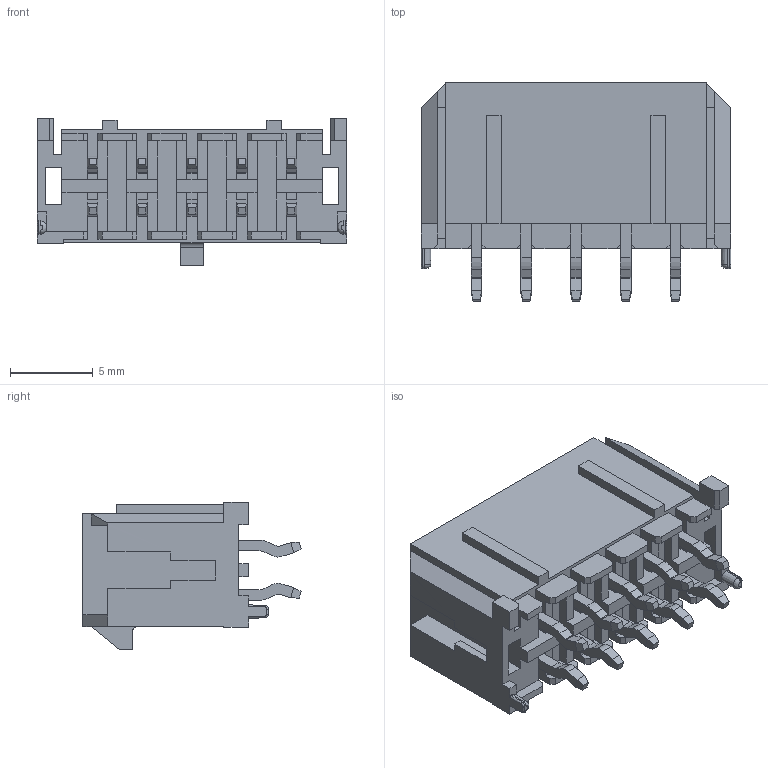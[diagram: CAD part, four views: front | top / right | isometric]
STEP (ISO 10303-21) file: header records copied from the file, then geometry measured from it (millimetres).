
FILE_DESCRIPTION((''),'2;1');
FILE_NAME('FWF30001-D08S22K6K','2025-06-10T',('工程三'),(''),'PRO/ENGINEER BY PARAMETRIC TECHNOLOGY CORPORATION, 2010280','PRO/ENGINEER BY PARAMETRIC TECHNOLOGY CORPORATION, 2010280','');
FILE_SCHEMA(('CONFIG_CONTROL_DESIGN'));
Length unit declared in the file: millimetre
Products named in the file (1): FWF30001-D08S22K6K
Bounding box: 18.7 x 13.17 x 8.9 mm (x, y, z)
Volume: 633.8 mm3; surface area: 2018.5 mm2
Topology: 1 solids, 1 shells, 543 faces, 1440 edges, 926 vertices
Faces by surface type: plane 484, cylinder 51, torus 4, cone 2, bspline 2
Entity records: 16583 total; most frequent: CARTESIAN_POINT 3058, ORIENTED_EDGE 2880, DIRECTION 2600, EDGE_CURVE 1440, VECTOR 1322, LINE 1322, VERTEX_POINT 926, AXIS2_PLACEMENT_3D 639
